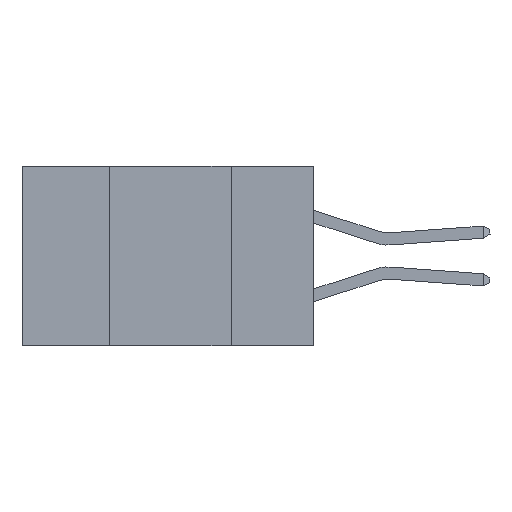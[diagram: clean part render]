
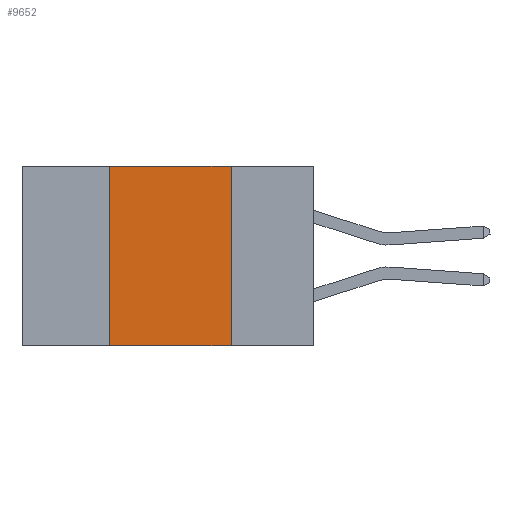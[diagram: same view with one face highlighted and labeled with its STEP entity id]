
A CAD part, left-side view. The second image highlights one B-rep face of the part: STEP entity #9652.
In plain terms, the highlighted planar face has unit normal (-1, 0, 0).
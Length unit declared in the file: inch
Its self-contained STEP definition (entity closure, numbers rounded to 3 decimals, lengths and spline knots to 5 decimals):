
#856 = PLANE ( 'NONE',  #9326 ) ;
#1048 = VECTOR ( 'NONE', #21986, 39.37008 ) ;
#1697 = VERTEX_POINT ( 'NONE', #27858 ) ;
#2096 = ORIENTED_EDGE ( 'NONE', *, *, #22322, .F. ) ;
#2629 = ORIENTED_EDGE ( 'NONE', *, *, #33266, .F. ) ;
#3989 = DIRECTION ( 'NONE',  ( 0., 0., -1. ) ) ;
#4353 = CARTESIAN_POINT ( 'NONE',  ( 0., 0.17, 0. ) ) ;
#4548 = LINE ( 'NONE', #12549, #14791 ) ;
#6024 = LINE ( 'NONE', #9235, #21160 ) ;
#6505 = EDGE_LOOP ( 'NONE', ( #9204, #2629, #2096, #8389 ) ) ;
#6659 = CARTESIAN_POINT ( 'NONE',  ( 0., 0.42, -0.37 ) ) ;
#6939 = LINE ( 'NONE', #27414, #1048 ) ;
#8389 = ORIENTED_EDGE ( 'NONE', *, *, #27401, .T. ) ;
#9204 = ORIENTED_EDGE ( 'NONE', *, *, #9229, .F. ) ;
#9229 = EDGE_CURVE ( 'NONE', #14901, #1697, #24601, .T. ) ;
#9235 = CARTESIAN_POINT ( 'NONE',  ( 0., 0.6, -0.37 ) ) ;
#9326 = AXIS2_PLACEMENT_3D ( 'NONE', #26397, #29454, #11242 ) ;
#9652 = ADVANCED_FACE ( 'NONE', ( #16014 ), #856, .F. ) ;
#10893 = VECTOR ( 'NONE', #3989, 39.37008 ) ;
#10971 = VERTEX_POINT ( 'NONE', #23505 ) ;
#11242 = DIRECTION ( 'NONE',  ( 0., 0., -1. ) ) ;
#11319 = CARTESIAN_POINT ( 'NONE',  ( 0., 0.17, 0. ) ) ;
#12041 = DIRECTION ( 'NONE',  ( 0., -1., 0. ) ) ;
#12549 = CARTESIAN_POINT ( 'NONE',  ( 0., 0.6, 0. ) ) ;
#14791 = VECTOR ( 'NONE', #12041, 39.37008 ) ;
#14901 = VERTEX_POINT ( 'NONE', #4353 ) ;
#16014 = FACE_OUTER_BOUND ( 'NONE', #6505, .T. ) ;
#21160 = VECTOR ( 'NONE', #24274, 39.37008 ) ;
#21986 = DIRECTION ( 'NONE',  ( 0., 0., 1. ) ) ;
#22322 = EDGE_CURVE ( 'NONE', #23142, #10971, #6939, .T. ) ;
#23142 = VERTEX_POINT ( 'NONE', #6659 ) ;
#23505 = CARTESIAN_POINT ( 'NONE',  ( 0., 0.42, 0. ) ) ;
#24274 = DIRECTION ( 'NONE',  ( 0., -1., 0. ) ) ;
#24601 = LINE ( 'NONE', #11319, #10893 ) ;
#26397 = CARTESIAN_POINT ( 'NONE',  ( 0., 0.6, 0. ) ) ;
#27401 = EDGE_CURVE ( 'NONE', #23142, #1697, #6024, .T. ) ;
#27414 = CARTESIAN_POINT ( 'NONE',  ( 0., 0.42, 0. ) ) ;
#27858 = CARTESIAN_POINT ( 'NONE',  ( 0., 0.17, -0.37 ) ) ;
#29454 = DIRECTION ( 'NONE',  ( 1., 0., 0. ) ) ;
#33266 = EDGE_CURVE ( 'NONE', #10971, #14901, #4548, .T. ) ;
